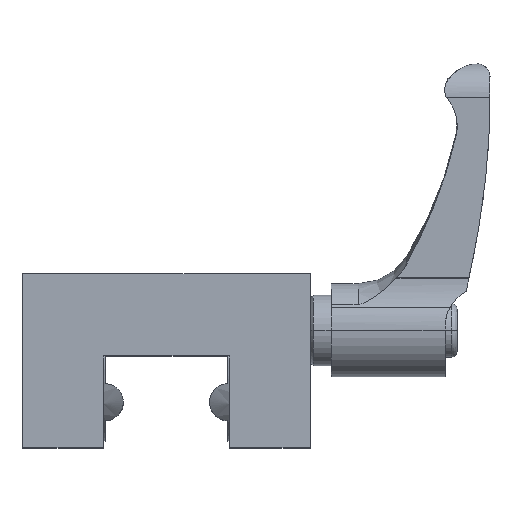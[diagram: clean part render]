
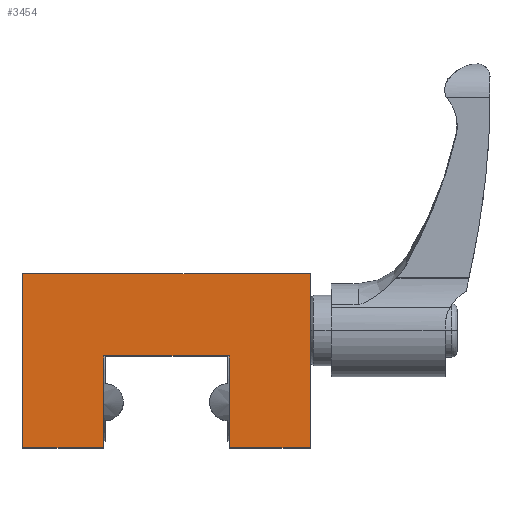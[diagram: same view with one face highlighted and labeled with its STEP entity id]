
A CAD part, top view. The second image highlights one B-rep face of the part: STEP entity #3454.
In plain terms, the highlighted planar face has unit normal (0, 0, 1).
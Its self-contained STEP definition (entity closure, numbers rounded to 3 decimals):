
#198 = ORIENTED_EDGE ( 'NONE', *, *, #608, .F. ) ;
#199 = ORIENTED_EDGE ( 'NONE', *, *, #607, .F. ) ;
#200 = ORIENTED_EDGE ( 'NONE', *, *, #599, .F. ) ;
#201 = ORIENTED_EDGE ( 'NONE', *, *, #594, .F. ) ;
#202 = ORIENTED_EDGE ( 'NONE', *, *, #596, .F. ) ;
#203 = ORIENTED_EDGE ( 'NONE', *, *, #593, .F. ) ;
#204 = ORIENTED_EDGE ( 'NONE', *, *, #590, .F. ) ;
#205 = ORIENTED_EDGE ( 'NONE', *, *, #3360, .F. ) ;
#316 = LINE ( 'NONE', #2696, #323 ) ;
#318 = LINE ( 'NONE', #2700, #328 ) ;
#323 = VECTOR ( 'NONE', #2701, 1000. ) ;
#328 = VECTOR ( 'NONE', #2707, 1000. ) ;
#330 = LINE ( 'NONE', #2708, #331 ) ;
#331 = VECTOR ( 'NONE', #2709, 1000. ) ;
#334 = LINE ( 'NONE', #2712, #335 ) ;
#335 = VECTOR ( 'NONE', #2713, 1000. ) ;
#340 = LINE ( 'NONE', #2719, #341 ) ;
#341 = VECTOR ( 'NONE', #2720, 1000. ) ;
#347 = VECTOR ( 'NONE', #2741, 1000. ) ;
#351 = LINE ( 'NONE', #2728, #347 ) ;
#353 = LINE ( 'NONE', #2742, #354 ) ;
#354 = VECTOR ( 'NONE', #2743, 1000. ) ;
#590 = EDGE_CURVE ( 'NONE', #2667, #2668, #316, .T. ) ;
#593 = EDGE_CURVE ( 'NONE', #2668, #2670, #318, .T. ) ;
#594 = EDGE_CURVE ( 'NONE', #2673, #2675, #330, .T. ) ;
#596 = EDGE_CURVE ( 'NONE', #2670, #2673, #334, .T. ) ;
#599 = EDGE_CURVE ( 'NONE', #2675, #2677, #340, .T. ) ;
#607 = EDGE_CURVE ( 'NONE', #2677, #2676, #351, .T. ) ;
#608 = EDGE_CURVE ( 'NONE', #2676, #2666, #353, .T. ) ;
#786 = AXIS2_PLACEMENT_3D ( 'NONE', #1798, #1801, #1802 ) ;
#1365 = CARTESIAN_POINT ( 'NONE',  ( 0., 7., 15. ) ) ;
#1366 = DIRECTION ( 'NONE',  ( -1., 0., 0. ) ) ;
#1798 = CARTESIAN_POINT ( 'NONE',  ( 0., 0., 15. ) ) ;
#1799 = PLANE ( 'NONE',  #786 ) ;
#1801 = DIRECTION ( 'NONE',  ( 0., 0., -1. ) ) ;
#1802 = DIRECTION ( 'NONE',  ( -1., 0., 0. ) ) ;
#1923 = LINE ( 'NONE', #1365, #1924 ) ;
#1924 = VECTOR ( 'NONE', #1366, 1000. ) ;
#2072 = FACE_OUTER_BOUND ( 'NONE', #2146, .T. ) ;
#2146 = EDGE_LOOP ( 'NONE', ( #198, #199, #200, #201, #202, #203, #204, #205 ) ) ;
#2666 = VERTEX_POINT ( 'NONE', #2911 ) ;
#2667 = VERTEX_POINT ( 'NONE', #2912 ) ;
#2668 = VERTEX_POINT ( 'NONE', #2913 ) ;
#2670 = VERTEX_POINT ( 'NONE', #2915 ) ;
#2673 = VERTEX_POINT ( 'NONE', #2918 ) ;
#2675 = VERTEX_POINT ( 'NONE', #2920 ) ;
#2676 = VERTEX_POINT ( 'NONE', #2921 ) ;
#2677 = VERTEX_POINT ( 'NONE', #2922 ) ;
#2696 = CARTESIAN_POINT ( 'NONE',  ( 10.5, 0., 15. ) ) ;
#2700 = CARTESIAN_POINT ( 'NONE',  ( 0., 22.3, 15. ) ) ;
#2701 = DIRECTION ( 'NONE',  ( 0., 1., 0. ) ) ;
#2707 = DIRECTION ( 'NONE',  ( -1., 0., 0. ) ) ;
#2708 = CARTESIAN_POINT ( 'NONE',  ( 0., 7., 15. ) ) ;
#2709 = DIRECTION ( 'NONE',  ( -1., 0., 0. ) ) ;
#2712 = CARTESIAN_POINT ( 'NONE',  ( -10.5, 0., 15. ) ) ;
#2713 = DIRECTION ( 'NONE',  ( 0., -1., 0. ) ) ;
#2719 = CARTESIAN_POINT ( 'NONE',  ( -24., 7., 15. ) ) ;
#2720 = DIRECTION ( 'NONE',  ( 0., 1., 0. ) ) ;
#2728 = CARTESIAN_POINT ( 'NONE',  ( -24., 36., 15. ) ) ;
#2741 = DIRECTION ( 'NONE',  ( 1., 0., 0. ) ) ;
#2742 = CARTESIAN_POINT ( 'NONE',  ( 24., 36., 15. ) ) ;
#2743 = DIRECTION ( 'NONE',  ( 0., -1., 0. ) ) ;
#2911 = CARTESIAN_POINT ( 'NONE',  ( 24., 7., 15. ) ) ;
#2912 = CARTESIAN_POINT ( 'NONE',  ( 10.5, 7., 15. ) ) ;
#2913 = CARTESIAN_POINT ( 'NONE',  ( 10.5, 22.3, 15. ) ) ;
#2915 = CARTESIAN_POINT ( 'NONE',  ( -10.5, 22.3, 15. ) ) ;
#2918 = CARTESIAN_POINT ( 'NONE',  ( -10.5, 7., 15. ) ) ;
#2920 = CARTESIAN_POINT ( 'NONE',  ( -24., 7., 15. ) ) ;
#2921 = CARTESIAN_POINT ( 'NONE',  ( 24., 36., 15. ) ) ;
#2922 = CARTESIAN_POINT ( 'NONE',  ( -24., 36., 15. ) ) ;
#3360 = EDGE_CURVE ( 'NONE', #2666, #2667, #1923, .T. ) ;
#3454 = ADVANCED_FACE ( 'NONE', ( #2072 ), #1799, .F. ) ;
